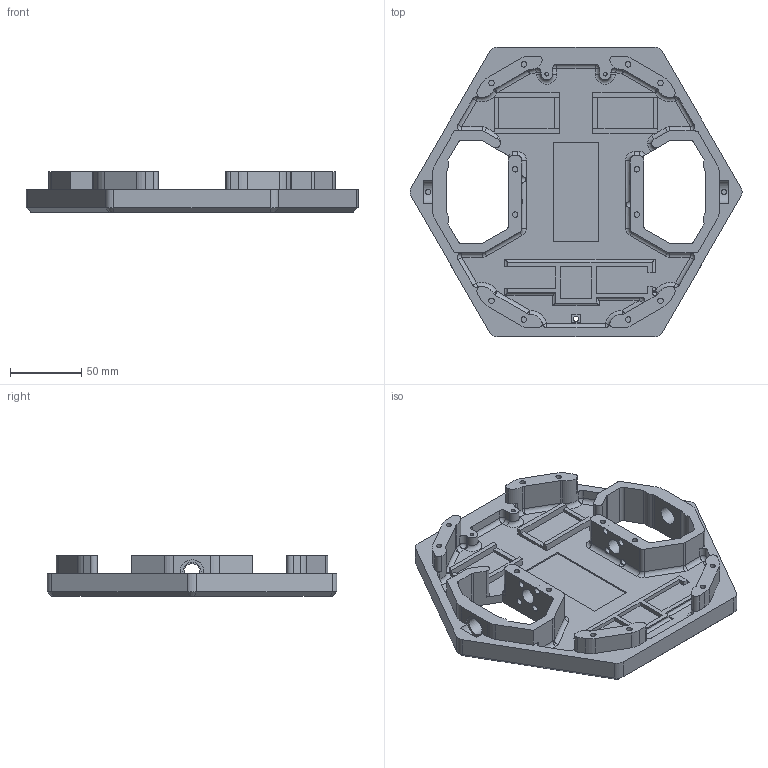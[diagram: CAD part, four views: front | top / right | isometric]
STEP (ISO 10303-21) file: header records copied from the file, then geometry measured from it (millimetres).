
FILE_DESCRIPTION(/* description */ (''),/* implementation_level */ '2;1');
FILE_NAME(/* name */ 'WhirlWax_BottomHalf_TPU.step',/* time_stamp */ '2023-06-10T11:32:13-04:00',/* author */ (''),/* organization */ (''),/* preprocessor_version */ 'ST-DEVELOPER v19.2',/* originating_system */ 'Autodesk Translation Framework v12.6.0.85',/* authorisation */ '');
FILE_SCHEMA (('AUTOMOTIVE_DESIGN { 1 0 10303 214 3 1 1 }'));
Length unit declared in the file: inch
Products named in the file (1): WhirlWax_Smaller_Prototype
Bounding box: 232.67 x 203.2 x 28.65 mm (x, y, z)
Volume: 338287.1 mm3; surface area: 109461.3 mm2
Topology: 1 solids, 1 shells, 411 faces, 1050 edges, 661 vertices
Faces by surface type: plane 187, cylinder 169, torus 22, sphere 14, bspline 13, cone 6
Full cylindrical faces by diameter (mm): 2.54 x2, 3.81 x15, 4.459 x8, 11 x2, 12.7 x2, 16.51 x2
Entity records: 12860 total; most frequent: CARTESIAN_POINT 2579, DIRECTION 2222, ORIENTED_EDGE 2100, EDGE_CURVE 1050, AXIS2_PLACEMENT_3D 795, VERTEX_POINT 661, LINE 632, VECTOR 632
